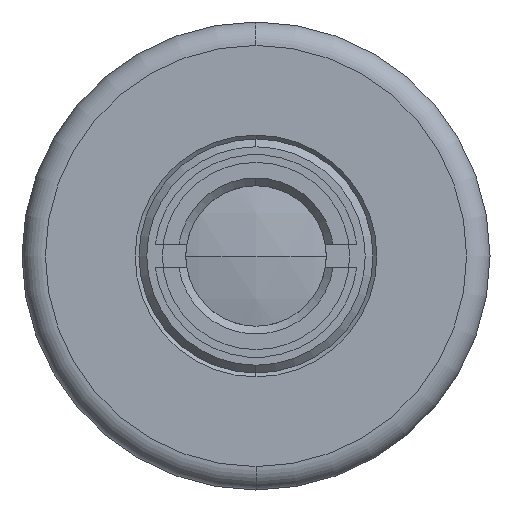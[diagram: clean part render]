
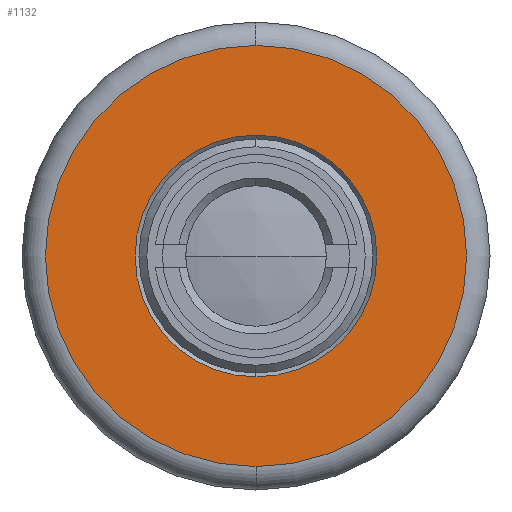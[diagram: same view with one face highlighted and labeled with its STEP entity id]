
A CAD part, left-side view. The second image highlights one B-rep face of the part: STEP entity #1132.
In plain terms, the highlighted planar face has unit normal (-1, 0, 0).
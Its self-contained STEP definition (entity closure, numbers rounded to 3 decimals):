
#27 = CARTESIAN_POINT ( 'NONE',  ( 111.19, 0., 7.75 ) ) ;
#28 = VERTEX_POINT ( 'NONE', #1510 ) ;
#61 = AXIS2_PLACEMENT_3D ( 'NONE', #534, #1012, #343 ) ;
#105 = ORIENTED_EDGE ( 'NONE', *, *, #1290, .T. ) ;
#108 = DIRECTION ( 'NONE',  ( 0., 0., -1. ) ) ;
#109 = AXIS2_PLACEMENT_3D ( 'NONE', #970, #965, #486 ) ;
#159 = CARTESIAN_POINT ( 'NONE',  ( 111.19, 0., -13.5 ) ) ;
#185 = AXIS2_PLACEMENT_3D ( 'NONE', #1184, #501, #265 ) ;
#265 = DIRECTION ( 'NONE',  ( 0., 0., -1. ) ) ;
#290 = VERTEX_POINT ( 'NONE', #483 ) ;
#343 = DIRECTION ( 'NONE',  ( 0., 0., -1. ) ) ;
#351 = ORIENTED_EDGE ( 'NONE', *, *, #1365, .T. ) ;
#483 = CARTESIAN_POINT ( 'NONE',  ( 111.19, 0., 13.5 ) ) ;
#486 = DIRECTION ( 'NONE',  ( 0., 0., -1. ) ) ;
#501 = DIRECTION ( 'NONE',  ( -1., 0., 0. ) ) ;
#534 = CARTESIAN_POINT ( 'NONE',  ( 111.19, 0., 0. ) ) ;
#619 = VERTEX_POINT ( 'NONE', #27 ) ;
#640 = CIRCLE ( 'NONE', #61, 13.5 ) ;
#661 = ORIENTED_EDGE ( 'NONE', *, *, #1309, .T. ) ;
#704 = PLANE ( 'NONE',  #745 ) ;
#711 = FACE_OUTER_BOUND ( 'NONE', #717, .T. ) ;
#717 = EDGE_LOOP ( 'NONE', ( #661, #1528 ) ) ;
#719 = VERTEX_POINT ( 'NONE', #159 ) ;
#720 = FACE_BOUND ( 'NONE', #1467, .T. ) ;
#745 = AXIS2_PLACEMENT_3D ( 'NONE', #812, #1164, #108 ) ;
#812 = CARTESIAN_POINT ( 'NONE',  ( 111.19, 7.25, 0. ) ) ;
#865 = EDGE_CURVE ( 'NONE', #290, #719, #640, .T. ) ;
#882 = AXIS2_PLACEMENT_3D ( 'NONE', #1106, #1327, #1217 ) ;
#965 = DIRECTION ( 'NONE',  ( 1., 0., 0. ) ) ;
#970 = CARTESIAN_POINT ( 'NONE',  ( 111.19, 0., 0. ) ) ;
#978 = CIRCLE ( 'NONE', #185, 13.5 ) ;
#1012 = DIRECTION ( 'NONE',  ( -1., 0., 0. ) ) ;
#1106 = CARTESIAN_POINT ( 'NONE',  ( 111.19, 0., 0. ) ) ;
#1132 = ADVANCED_FACE ( 'NONE', ( #711, #720 ), #704, .F. ) ;
#1164 = DIRECTION ( 'NONE',  ( 1., 0., 0. ) ) ;
#1184 = CARTESIAN_POINT ( 'NONE',  ( 111.19, 0., 0. ) ) ;
#1216 = CIRCLE ( 'NONE', #109, 7.75 ) ;
#1217 = DIRECTION ( 'NONE',  ( 0., 0., -1. ) ) ;
#1290 = EDGE_CURVE ( 'NONE', #619, #28, #1216, .T. ) ;
#1309 = EDGE_CURVE ( 'NONE', #719, #290, #978, .T. ) ;
#1312 = CIRCLE ( 'NONE', #882, 7.75 ) ;
#1327 = DIRECTION ( 'NONE',  ( 1., 0., 0. ) ) ;
#1365 = EDGE_CURVE ( 'NONE', #28, #619, #1312, .T. ) ;
#1467 = EDGE_LOOP ( 'NONE', ( #105, #351 ) ) ;
#1510 = CARTESIAN_POINT ( 'NONE',  ( 111.19, 0., -7.75 ) ) ;
#1528 = ORIENTED_EDGE ( 'NONE', *, *, #865, .T. ) ;
